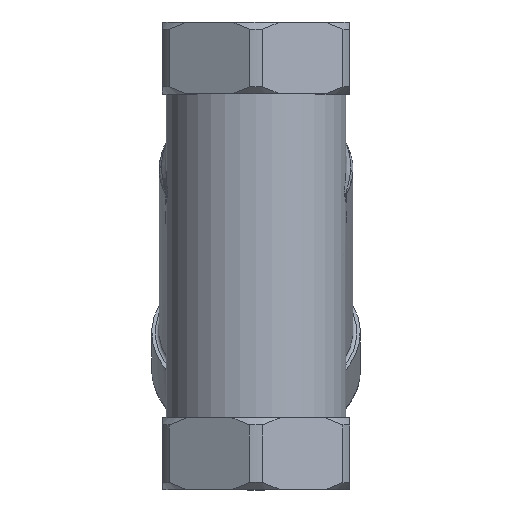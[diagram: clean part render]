
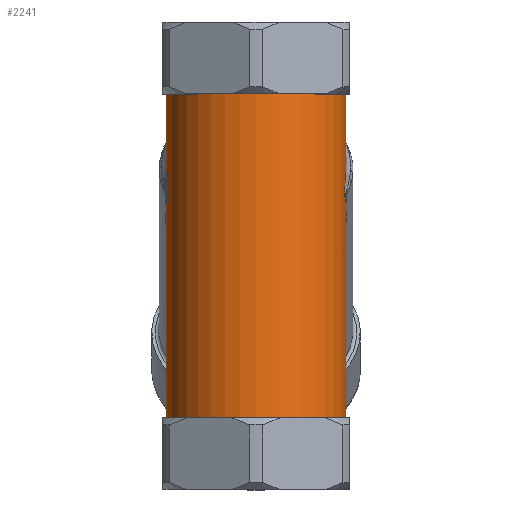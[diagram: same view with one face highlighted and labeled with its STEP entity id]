
A CAD part, top view. The second image highlights one B-rep face of the part: STEP entity #2241.
In plain terms, the highlighted cylindrical face has radius 12.5 mm (diameter 25 mm), a full revolution.
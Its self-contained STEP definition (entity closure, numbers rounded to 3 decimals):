
#74=B_SPLINE_CURVE_WITH_KNOTS('',3,(#3081,#3082,#3083,#3084,#3085,#3086,
#3087),.UNSPECIFIED.,.F.,.F.,(4,1,1,1,4),(0.,0.002,0.003,
0.005,0.006),.UNSPECIFIED.);
#75=B_SPLINE_CURVE_WITH_KNOTS('',3,(#3090,#3091,#3092,#3093,#3094,#3095,
#3096,#3097,#3098,#3099,#3100,#3101),.UNSPECIFIED.,.F.,.F.,(4,1,1,1,1,1,
1,1,1,4),(0.041,0.046,0.05,0.054,
0.059,0.063,0.068,0.072,
0.074,0.076),.UNSPECIFIED.);
#76=B_SPLINE_CURVE_WITH_KNOTS('',3,(#3103,#3104,#3105,#3106,#3107,#3108,
#3109,#3110,#3111,#3112,#3113,#3114,#3115,#3116,#3117),.UNSPECIFIED.,.F.,
 .F.,(4,1,1,1,1,1,1,1,1,1,1,1,4),(-0.012,-0.011,
-0.011,-0.01,-0.01,-0.008,
-0.007,-0.005,-0.003,0.,
0.002,0.004,0.007),
 .UNSPECIFIED.);
#77=B_SPLINE_CURVE_WITH_KNOTS('',3,(#3119,#3120,#3121,#3122,#3123,#3124,
#3125,#3126,#3127),.UNSPECIFIED.,.F.,.F.,(4,1,1,1,1,1,4),(0.,0.002,
0.005,0.007,0.01,0.014,
0.019),.UNSPECIFIED.);
#78=B_SPLINE_CURVE_WITH_KNOTS('',3,(#3129,#3130,#3131,#3132,#3133,#3134,
#3135,#3136,#3137,#3138,#3139,#3140,#3141,#3142),.UNSPECIFIED.,.F.,.F.,
(4,1,1,1,1,1,1,1,1,1,1,4),(-0.007,-0.005,-0.002,
0.,0.002,0.005,0.007,
0.008,0.009,0.01,0.011,
0.012),.UNSPECIFIED.);
#79=B_SPLINE_CURVE_WITH_KNOTS('',3,(#3144,#3145,#3146,#3147,#3148,#3149,
#3150,#3151,#3152,#3153,#3154,#3155),.UNSPECIFIED.,.F.,.F.,(4,1,1,1,1,1,
1,1,1,4),(0.,0.002,0.004,0.009,
0.013,0.017,0.022,0.026,
0.031,0.035),.UNSPECIFIED.);
#193=CIRCLE('',#2364,12.5);
#194=CIRCLE('',#2365,12.5);
#331=ORIENTED_EDGE('',*,*,#803,.T.);
#332=ORIENTED_EDGE('',*,*,#804,.T.);
#333=ORIENTED_EDGE('',*,*,#805,.T.);
#334=ORIENTED_EDGE('',*,*,#806,.T.);
#335=ORIENTED_EDGE('',*,*,#807,.T.);
#336=ORIENTED_EDGE('',*,*,#808,.T.);
#337=ORIENTED_EDGE('',*,*,#809,.F.);
#338=ORIENTED_EDGE('',*,*,#810,.T.);
#803=EDGE_CURVE('',#1027,#1028,#74,.T.);
#804=EDGE_CURVE('',#1028,#1029,#75,.T.);
#805=EDGE_CURVE('',#1029,#1030,#76,.T.);
#806=EDGE_CURVE('',#1030,#1031,#77,.T.);
#807=EDGE_CURVE('',#1031,#1032,#78,.T.);
#808=EDGE_CURVE('',#1032,#1027,#79,.T.);
#809=EDGE_CURVE('',#1033,#1033,#193,.T.);
#810=EDGE_CURVE('',#1034,#1034,#194,.T.);
#1027=VERTEX_POINT('',#3088);
#1028=VERTEX_POINT('',#3089);
#1029=VERTEX_POINT('',#3102);
#1030=VERTEX_POINT('',#3118);
#1031=VERTEX_POINT('',#3128);
#1032=VERTEX_POINT('',#3143);
#1033=VERTEX_POINT('',#3157);
#1034=VERTEX_POINT('',#3159);
#1302=EDGE_LOOP('',(#331,#332,#333,#334,#335,#336));
#1303=EDGE_LOOP('',(#337));
#1304=EDGE_LOOP('',(#338));
#1416=FACE_BOUND('',#1302,.T.);
#1417=FACE_BOUND('',#1303,.T.);
#1418=FACE_BOUND('',#1304,.T.);
#1522=CYLINDRICAL_SURFACE('',#2363,12.5);
#2241=ADVANCED_FACE('',(#1416,#1417,#1418),#1522,.T.);
#2363=AXIS2_PLACEMENT_3D('',#3080,#2598,#2599);
#2364=AXIS2_PLACEMENT_3D('',#3156,#2600,#2601);
#2365=AXIS2_PLACEMENT_3D('',#3158,#2602,#2603);
#2598=DIRECTION('',(0.,-1.,0.));
#2599=DIRECTION('',(0.,0.,-1.));
#2600=DIRECTION('',(0.,-1.,0.));
#2601=DIRECTION('',(0.,0.,-1.));
#2602=DIRECTION('',(0.,-1.,0.));
#2603=DIRECTION('',(0.,0.,-1.));
#3080=CARTESIAN_POINT('',(0.,-60.,0.));
#3081=CARTESIAN_POINT('',(-2.988,-21.276,-12.138));
#3082=CARTESIAN_POINT('',(-2.555,-21.563,-12.244));
#3083=CARTESIAN_POINT('',(-1.568,-21.913,-12.434));
#3084=CARTESIAN_POINT('',(-0.001,-22.053,-12.533));
#3085=CARTESIAN_POINT('',(1.565,-21.914,-12.435));
#3086=CARTESIAN_POINT('',(2.555,-21.563,-12.244));
#3087=CARTESIAN_POINT('',(2.988,-21.276,-12.138));
#3088=CARTESIAN_POINT('',(-2.988,-21.276,-12.138));
#3089=CARTESIAN_POINT('',(2.988,-21.276,-12.138));
#3090=CARTESIAN_POINT('',(2.988,-21.276,-12.138));
#3091=CARTESIAN_POINT('',(4.197,-20.476,-11.84));
#3092=CARTESIAN_POINT('',(6.064,-18.309,-11.032));
#3093=CARTESIAN_POINT('',(8.023,-14.691,-9.67));
#3094=CARTESIAN_POINT('',(9.508,-10.835,-8.194));
#3095=CARTESIAN_POINT('',(10.628,-6.935,-6.664));
#3096=CARTESIAN_POINT('',(11.479,-3.002,-5.059));
#3097=CARTESIAN_POINT('',(12.097,0.927,-3.327));
#3098=CARTESIAN_POINT('',(12.43,4.162,-1.681));
#3099=CARTESIAN_POINT('',(12.526,6.557,0.014));
#3100=CARTESIAN_POINT('',(12.469,7.537,1.082));
#3101=CARTESIAN_POINT('',(12.382,7.915,1.711));
#3102=CARTESIAN_POINT('',(12.382,7.915,1.711));
#3103=CARTESIAN_POINT('',(12.382,7.915,1.711));
#3104=CARTESIAN_POINT('',(12.359,8.017,1.88));
#3105=CARTESIAN_POINT('',(12.316,8.337,2.14));
#3106=CARTESIAN_POINT('',(12.307,8.944,2.189));
#3107=CARTESIAN_POINT('',(12.327,9.522,2.073));
#3108=CARTESIAN_POINT('',(12.37,10.254,1.807));
#3109=CARTESIAN_POINT('',(12.431,11.112,1.353));
#3110=CARTESIAN_POINT('',(12.504,12.418,0.498));
#3111=CARTESIAN_POINT('',(12.51,13.952,-0.712));
#3112=CARTESIAN_POINT('',(12.329,15.66,-2.262));
#3113=CARTESIAN_POINT('',(11.915,17.249,-3.916));
#3114=CARTESIAN_POINT('',(11.206,18.653,-5.653));
#3115=CARTESIAN_POINT('',(10.142,19.772,-7.411));
#3116=CARTESIAN_POINT('',(9.16,20.266,-8.541));
#3117=CARTESIAN_POINT('',(8.599,20.423,-9.072));
#3118=CARTESIAN_POINT('',(8.599,20.423,-9.072));
#3119=CARTESIAN_POINT('',(8.599,20.423,-9.072));
#3120=CARTESIAN_POINT('',(8.027,20.583,-9.614));
#3121=CARTESIAN_POINT('',(6.804,20.895,-10.574));
#3122=CARTESIAN_POINT('',(4.682,21.282,-11.671));
#3123=CARTESIAN_POINT('',(2.411,21.53,-12.342));
#3124=CARTESIAN_POINT('',(-0.798,21.648,-12.656));
#3125=CARTESIAN_POINT('',(-4.767,21.355,-11.881));
#3126=CARTESIAN_POINT('',(-7.455,20.743,-10.157));
#3127=CARTESIAN_POINT('',(-8.599,20.423,-9.072));
#3128=CARTESIAN_POINT('',(-8.599,20.423,-9.072));
#3129=CARTESIAN_POINT('',(-8.599,20.423,-9.072));
#3130=CARTESIAN_POINT('',(-9.16,20.266,-8.541));
#3131=CARTESIAN_POINT('',(-10.134,19.778,-7.422));
#3132=CARTESIAN_POINT('',(-11.207,18.652,-5.651));
#3133=CARTESIAN_POINT('',(-11.914,17.253,-3.921));
#3134=CARTESIAN_POINT('',(-12.33,15.658,-2.26));
#3135=CARTESIAN_POINT('',(-12.51,13.949,-0.709));
#3136=CARTESIAN_POINT('',(-12.504,12.413,0.501));
#3137=CARTESIAN_POINT('',(-12.431,11.107,1.357));
#3138=CARTESIAN_POINT('',(-12.358,10.073,1.898));
#3139=CARTESIAN_POINT('',(-12.304,9.134,2.204));
#3140=CARTESIAN_POINT('',(-12.316,8.333,2.138));
#3141=CARTESIAN_POINT('',(-12.359,8.016,1.879));
#3142=CARTESIAN_POINT('',(-12.382,7.915,1.711));
#3143=CARTESIAN_POINT('',(-12.382,7.915,1.711));
#3144=CARTESIAN_POINT('',(-12.382,7.915,1.711));
#3145=CARTESIAN_POINT('',(-12.47,7.534,1.077));
#3146=CARTESIAN_POINT('',(-12.526,6.547,0.005));
#3147=CARTESIAN_POINT('',(-12.428,4.136,-1.695));
#3148=CARTESIAN_POINT('',(-12.098,0.942,-3.319));
#3149=CARTESIAN_POINT('',(-11.478,-3.008,-5.062));
#3150=CARTESIAN_POINT('',(-10.622,-6.957,-6.673));
#3151=CARTESIAN_POINT('',(-9.502,-10.853,-8.201));
#3152=CARTESIAN_POINT('',(-8.018,-14.699,-9.673));
#3153=CARTESIAN_POINT('',(-6.062,-18.32,-11.037));
#3154=CARTESIAN_POINT('',(-4.171,-20.493,-11.846));
#3155=CARTESIAN_POINT('',(-2.988,-21.276,-12.138));
#3156=CARTESIAN_POINT('',(0.,-22.5,0.));
#3157=CARTESIAN_POINT('',(0.,-22.5,-12.5));
#3158=CARTESIAN_POINT('',(0.,22.5,0.));
#3159=CARTESIAN_POINT('',(0.,22.5,-12.5));
